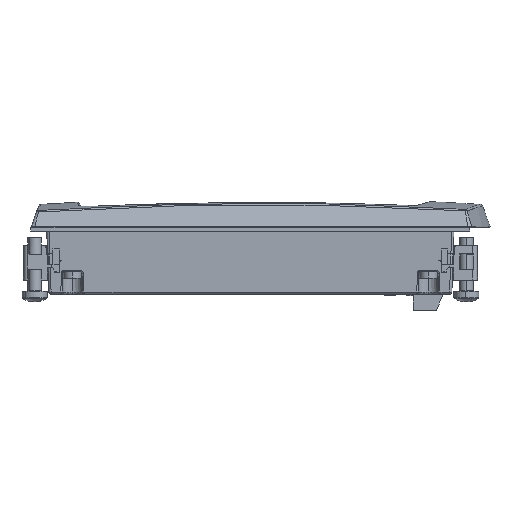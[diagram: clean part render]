
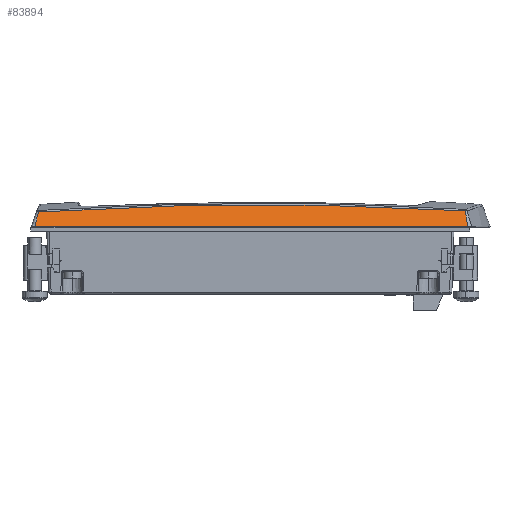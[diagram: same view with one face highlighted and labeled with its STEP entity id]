
A CAD part, left-side view. The second image highlights one B-rep face of the part: STEP entity #83894.
In plain terms, the highlighted planar face has unit normal (-0.94, 0, 0.342).
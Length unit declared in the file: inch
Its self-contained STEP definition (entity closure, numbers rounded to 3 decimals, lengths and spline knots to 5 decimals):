
#10192 = CARTESIAN_POINT ( 'NONE',  ( -1.11337, -1.81209, 0.40666 ) ) ;
#11752 = CARTESIAN_POINT ( 'NONE',  ( -1.11374, 1.96925, 0.40565 ) ) ;
#12387 = CARTESIAN_POINT ( 'NONE',  ( -1.12852, 1.97817, 0.36504 ) ) ;
#12551 = VERTEX_POINT ( 'NONE', #14849 ) ;
#14849 = CARTESIAN_POINT ( 'NONE',  ( -1.13789, -1.82244, 0.33931 ) ) ;
#15953 = AXIS2_PLACEMENT_3D ( 'NONE', #69952, #101246, #82034 ) ;
#17930 = CARTESIAN_POINT ( 'NONE',  ( -1.11601, -1.81335, 0.39942 ) ) ;
#19803 = CARTESIAN_POINT ( 'NONE',  ( -1.11327, -1.81205, 0.40693 ) ) ;
#21217 = CARTESIAN_POINT ( 'NONE',  ( -1.13789, 2.0198, 0.33931 ) ) ;
#21371 = CARTESIAN_POINT ( 'NONE',  ( -1.10073, 1.95976, 0.4414 ) ) ;
#21378 = PLANE ( 'NONE',  #15953 ) ;
#22547 = CARTESIAN_POINT ( 'NONE',  ( -1.07745, 1.32872, 0.50536 ) ) ;
#24467 = VERTEX_POINT ( 'NONE', #72583 ) ;
#28170 = CARTESIAN_POINT ( 'NONE',  ( -1.11352, -1.81217, 0.40626 ) ) ;
#30514 = B_SPLINE_CURVE_WITH_KNOTS ( 'NONE', 3,
 ( #50676, #22547, #91565, #100536, #110741, #89676 ),
 .UNSPECIFIED., .F., .F.,
 ( 4, 2, 4 ),
 ( 0., 0.5, 1. ),
 .UNSPECIFIED. ) ;
#39594 = CARTESIAN_POINT ( 'NONE',  ( -1.13789, -1.82244, 0.33931 ) ) ;
#42409 = CARTESIAN_POINT ( 'NONE',  ( -1.11419, 1.96955, 0.4044 ) ) ;
#45020 = ORIENTED_EDGE ( 'NONE', *, *, #63533, .F. ) ;
#47324 = CARTESIAN_POINT ( 'NONE',  ( -1.08855, -1.79706, 0.47485 ) ) ;
#50676 = CARTESIAN_POINT ( 'NONE',  ( -1.09203, 1.9516, 0.4653 ) ) ;
#56906 = CARTESIAN_POINT ( 'NONE',  ( -1.10407, -1.80754, 0.43221 ) ) ;
#57532 = CARTESIAN_POINT ( 'NONE',  ( -1.13276, -1.82048, 0.3534 ) ) ;
#58172 = CARTESIAN_POINT ( 'NONE',  ( -1.11386, -1.81233, 0.40531 ) ) ;
#58318 = LINE ( 'NONE', #21217, #91558 ) ;
#60346 = CARTESIAN_POINT ( 'NONE',  ( -1.11103, 1.96743, 0.41308 ) ) ;
#63533 = EDGE_CURVE ( 'NONE', #126542, #104801, #30514, .T. ) ;
#63793 = ORIENTED_EDGE ( 'NONE', *, *, #78791, .T. ) ;
#67138 = CARTESIAN_POINT ( 'NONE',  ( -1.11325, -1.81203, 0.407 ) ) ;
#67761 = CARTESIAN_POINT ( 'NONE',  ( -1.11456, -1.81267, 0.40339 ) ) ;
#68683 = ORIENTED_EDGE ( 'NONE', *, *, #111018, .T. ) ;
#69952 = CARTESIAN_POINT ( 'NONE',  ( -1.14173, 2.0198, 0.32874 ) ) ;
#72583 = CARTESIAN_POINT ( 'NONE',  ( -1.13789, 1.98287, 0.33931 ) ) ;
#75118 = EDGE_CURVE ( 'NONE', #24467, #12551, #58318, .T. ) ;
#78791 = EDGE_CURVE ( 'NONE', #12551, #104801, #105564, .T. ) ;
#78868 = CARTESIAN_POINT ( 'NONE',  ( -1.10751, 1.96494, 0.42277 ) ) ;
#81388 = CARTESIAN_POINT ( 'NONE',  ( -1.09203, 1.9516, 0.4653 ) ) ;
#82034 = DIRECTION ( 'NONE',  ( 0.342, 0., 0.94 ) ) ;
#83894 = ADVANCED_FACE ( 'NONE', ( #110817 ), #21378, .T. ) ;
#87691 = DIRECTION ( 'NONE',  ( 0., -1., 0. ) ) ;
#88829 = CARTESIAN_POINT ( 'NONE',  ( -1.11905, -1.81476, 0.39105 ) ) ;
#89111 = CARTESIAN_POINT ( 'NONE',  ( -1.09538, 1.95496, 0.45608 ) ) ;
#89676 = CARTESIAN_POINT ( 'NONE',  ( -1.08855, -1.79706, 0.47485 ) ) ;
#90386 = CARTESIAN_POINT ( 'NONE',  ( -1.11452, 1.96976, 0.4035 ) ) ;
#91558 = VECTOR ( 'NONE', #87691, 39.37008 ) ;
#91565 = CARTESIAN_POINT ( 'NONE',  ( -1.06984, 0.70401, 0.52627 ) ) ;
#95581 = B_SPLINE_CURVE_WITH_KNOTS ( 'NONE', 3,
 ( #81388, #89111, #21371, #78868, #60346, #118521, #11752, #42409, #108933, #90386, #120400, #110812, #12387, #100603 ),
 .UNSPECIFIED., .F., .F.,
 ( 4, 1, 1, 1, 1, 1, 1, 2, 2, 4 ),
 ( 0., 0.25, 0.375, 0.4375, 0.46875, 0.48437, 0.49219, 0.49609, 0.5, 1. ),
 .UNSPECIFIED. ) ;
#96928 = ORIENTED_EDGE ( 'NONE', *, *, #75118, .T. ) ;
#100536 = CARTESIAN_POINT ( 'NONE',  ( -1.06868, -0.5491, 0.52945 ) ) ;
#100603 = CARTESIAN_POINT ( 'NONE',  ( -1.13789, 1.98287, 0.33931 ) ) ;
#101246 = DIRECTION ( 'NONE',  ( -0.94, 0., 0.342 ) ) ;
#104801 = VERTEX_POINT ( 'NONE', #109901 ) ;
#105522 = CARTESIAN_POINT ( 'NONE',  ( -1.12582, -1.8177, 0.37246 ) ) ;
#105564 = B_SPLINE_CURVE_WITH_KNOTS ( 'NONE', 3,
 ( #39594, #57532, #105522, #88829, #17930, #67761, #58172, #28170, #10192, #19803, #67138, #56906, #106146, #47324 ),
 .UNSPECIFIED., .F., .F.,
 ( 4, 1, 1, 1, 1, 1, 1, 2, 2, 4 ),
 ( 0., 0.25, 0.375, 0.4375, 0.46875, 0.48438, 0.49219, 0.49609, 0.5, 1. ),
 .UNSPECIFIED. ) ;
#106146 = CARTESIAN_POINT ( 'NONE',  ( -1.09587, -1.80256, 0.45476 ) ) ;
#108933 = CARTESIAN_POINT ( 'NONE',  ( -1.11439, 1.96967, 0.40386 ) ) ;
#109901 = CARTESIAN_POINT ( 'NONE',  ( -1.08855, -1.79706, 0.47485 ) ) ;
#110741 = CARTESIAN_POINT ( 'NONE',  ( -1.07513, -1.17396, 0.51172 ) ) ;
#110812 = CARTESIAN_POINT ( 'NONE',  ( -1.12078, 1.97383, 0.38632 ) ) ;
#110817 = FACE_OUTER_BOUND ( 'NONE', #115571, .T. ) ;
#111018 = EDGE_CURVE ( 'NONE', #126542, #24467, #95581, .T. ) ;
#115571 = EDGE_LOOP ( 'NONE', ( #63793, #45020, #68683, #96928 ) ) ;
#118521 = CARTESIAN_POINT ( 'NONE',  ( -1.11283, 1.96864, 0.40814 ) ) ;
#120400 = CARTESIAN_POINT ( 'NONE',  ( -1.1146, 1.96981, 0.40328 ) ) ;
#123745 = CARTESIAN_POINT ( 'NONE',  ( -1.09203, 1.9516, 0.4653 ) ) ;
#126542 = VERTEX_POINT ( 'NONE', #123745 ) ;
